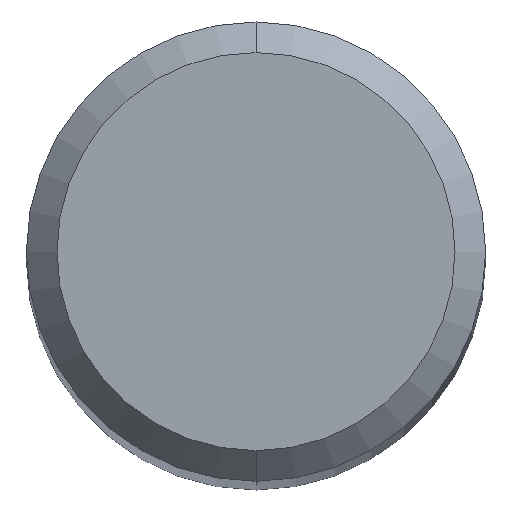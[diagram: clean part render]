
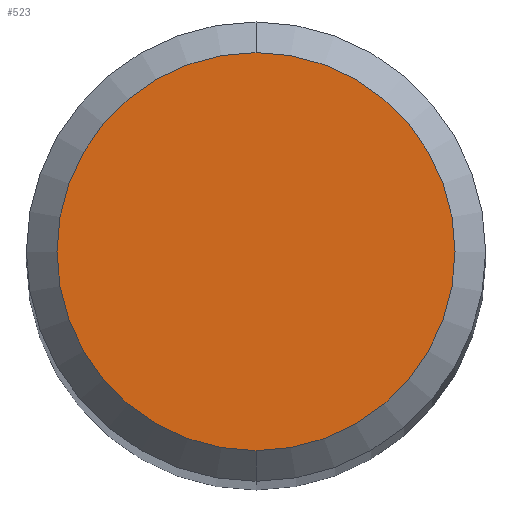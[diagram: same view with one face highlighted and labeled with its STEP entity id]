
A CAD part, top view. The second image highlights one B-rep face of the part: STEP entity #523.
In plain terms, the highlighted planar face has unit normal (0, 0, 1).
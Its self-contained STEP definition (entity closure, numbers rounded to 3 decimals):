
#347=VERTEX_POINT('',#882);
#509=EDGE_CURVE('',#347,#757,#1055,.T.);
#523=ADVANCED_FACE('',(#1070),#1071,.T.);
#527=EDGE_CURVE('',#757,#347,#1075,.T.);
#757=VERTEX_POINT('',#1328);
#882=CARTESIAN_POINT('',(0.0,2.6,0.0));
#1055=CIRCLE('',#2417,2.6);
#1070=FACE_OUTER_BOUND('',#2458,.T.);
#1071=PLANE('',#2459);
#1075=CIRCLE('',#2483,2.6);
#1328=CARTESIAN_POINT('',(0.,-2.6,0.0));
#2417=AXIS2_PLACEMENT_3D('',#3938,#3939,#3940);
#2458=EDGE_LOOP('',(#3953,#3954));
#2459=AXIS2_PLACEMENT_3D('',#3955,#3956,#3957);
#2483=AXIS2_PLACEMENT_3D('',#3958,#3959,#3960);
#3938=CARTESIAN_POINT('',(0.0,0.0,0.0));
#3939=DIRECTION('',(0.0,0.0,-1.0));
#3940=DIRECTION('',(0.0,1.0,0.0));
#3953=ORIENTED_EDGE('',*,*,#509,.F.);
#3954=ORIENTED_EDGE('',*,*,#527,.F.);
#3955=CARTESIAN_POINT('',(0.0,1.3,0.0));
#3956=DIRECTION('',(-0.0,0.0,1.0));
#3957=DIRECTION('',(0.0,-1.0,0.0));
#3958=CARTESIAN_POINT('',(0.0,0.0,0.0));
#3959=DIRECTION('',(0.0,0.0,-1.0));
#3960=DIRECTION('',(0.0,1.0,0.0));
